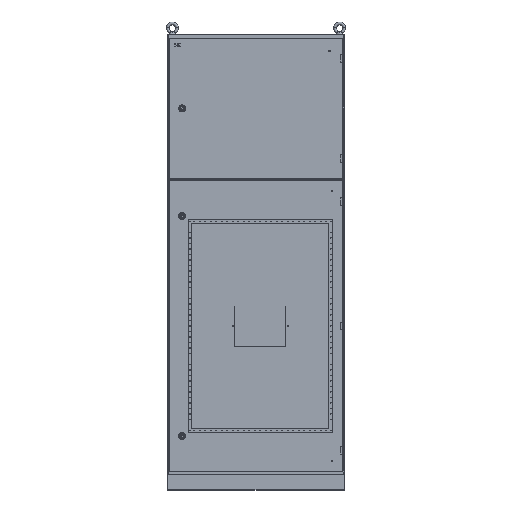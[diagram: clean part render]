
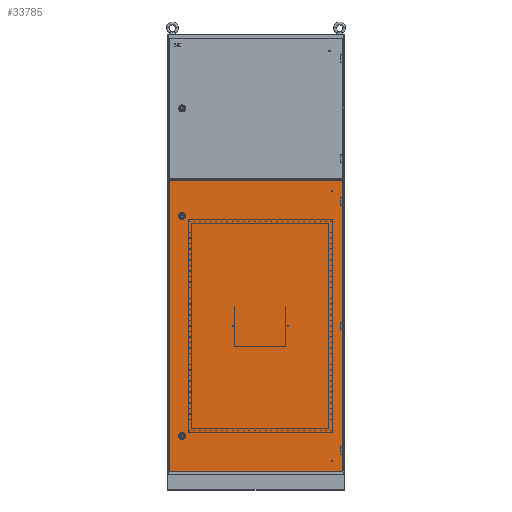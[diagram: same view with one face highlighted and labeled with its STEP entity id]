
A CAD part, top view. The second image highlights one B-rep face of the part: STEP entity #33785.
In plain terms, the highlighted planar face has unit normal (0, 0, 1).
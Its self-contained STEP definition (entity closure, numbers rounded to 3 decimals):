
#2163 = CARTESIAN_POINT ( 'NONE',  ( 60., 500., 0. ) ) ;
#4953 = DIRECTION ( 'NONE',  ( 1., 0., 0. ) ) ;
#8202 = LINE ( 'NONE', #94243, #47724 ) ;
#8418 = EDGE_CURVE ( 'NONE', #90692, #93084, #65782, .T. ) ;
#9057 = ORIENTED_EDGE ( 'NONE', *, *, #91363, .T. ) ;
#9205 = EDGE_CURVE ( 'NONE', #40581, #61074, #42411, .T. ) ;
#10161 = DIRECTION ( 'NONE',  ( 1., 0., 0. ) ) ;
#12639 = ORIENTED_EDGE ( 'NONE', *, *, #8418, .T. ) ;
#14383 = CIRCLE ( 'NONE', #78656, 1.5 ) ;
#16513 = DIRECTION ( 'NONE',  ( 0., -1., 0. ) ) ;
#19682 = VECTOR ( 'NONE', #100388, 1000. ) ;
#20532 = DIRECTION ( 'NONE',  ( 0., 0., 1. ) ) ;
#22777 = EDGE_LOOP ( 'NONE', ( #45187, #76270 ) ) ;
#22972 = EDGE_CURVE ( 'NONE', #61074, #40581, #14383, .T. ) ;
#24628 = LINE ( 'NONE', #92391, #19682 ) ;
#26569 = CARTESIAN_POINT ( 'NONE',  ( 60., -500., 0. ) ) ;
#29531 = CIRCLE ( 'NONE', #86942, 1.5 ) ;
#30569 = DIRECTION ( 'NONE',  ( 0., 0., 1. ) ) ;
#33378 = VECTOR ( 'NONE', #59362, 1000. ) ;
#33785 = ADVANCED_FACE ( 'NONE', ( #57301, #101659, #36359 ), #52227, .T. ) ;
#34497 = DIRECTION ( 'NONE',  ( -1., 0., 0. ) ) ;
#35604 = CARTESIAN_POINT ( 'NONE',  ( 790.5, 663.5, 0. ) ) ;
#36359 = FACE_OUTER_BOUND ( 'NONE', #43476, .T. ) ;
#37253 = EDGE_CURVE ( 'NONE', #60510, #90692, #24628, .T. ) ;
#38528 = VERTEX_POINT ( 'NONE', #62573 ) ;
#39734 = EDGE_CURVE ( 'NONE', #90970, #100933, #29531, .T. ) ;
#40581 = VERTEX_POINT ( 'NONE', #85099 ) ;
#40899 = DIRECTION ( 'NONE',  ( 0., 0., 1. ) ) ;
#42411 = CIRCLE ( 'NONE', #47335, 1.5 ) ;
#43229 = EDGE_CURVE ( 'NONE', #100933, #90970, #89369, .T. ) ;
#43476 = EDGE_LOOP ( 'NONE', ( #12639, #9057, #64492, #68870 ) ) ;
#43713 = AXIS2_PLACEMENT_3D ( 'NONE', #26569, #81659, #34497 ) ;
#44314 = CARTESIAN_POINT ( 'NONE',  ( 0., 0., 0. ) ) ;
#44322 = CARTESIAN_POINT ( 'NONE',  ( 61.5, 500., 0. ) ) ;
#44637 = CARTESIAN_POINT ( 'NONE',  ( 0., -663.5, 0. ) ) ;
#44821 = VECTOR ( 'NONE', #16513, 1000. ) ;
#45187 = ORIENTED_EDGE ( 'NONE', *, *, #22972, .F. ) ;
#47335 = AXIS2_PLACEMENT_3D ( 'NONE', #2163, #57349, #10161 ) ;
#47724 = VECTOR ( 'NONE', #102215, 1000. ) ;
#50713 = ORIENTED_EDGE ( 'NONE', *, *, #43229, .F. ) ;
#52227 = PLANE ( 'NONE',  #54849 ) ;
#54661 = EDGE_CURVE ( 'NONE', #38528, #60510, #96186, .T. ) ;
#54849 = AXIS2_PLACEMENT_3D ( 'NONE', #44314, #20532, #4953 ) ;
#57205 = CARTESIAN_POINT ( 'NONE',  ( 61.5, -500., 0. ) ) ;
#57301 = FACE_BOUND ( 'NONE', #76753, .T. ) ;
#57349 = DIRECTION ( 'NONE',  ( 0., 0., 1. ) ) ;
#59362 = DIRECTION ( 'NONE',  ( 0., 1., 0. ) ) ;
#60510 = VERTEX_POINT ( 'NONE', #99853 ) ;
#61074 = VERTEX_POINT ( 'NONE', #44322 ) ;
#61383 = CARTESIAN_POINT ( 'NONE',  ( 0., 663.5, 0. ) ) ;
#62573 = CARTESIAN_POINT ( 'NONE',  ( 790.5, -663.5, 0. ) ) ;
#63703 = CARTESIAN_POINT ( 'NONE',  ( 0., 663.5, 0. ) ) ;
#64492 = ORIENTED_EDGE ( 'NONE', *, *, #54661, .T. ) ;
#65782 = LINE ( 'NONE', #63703, #44821 ) ;
#68870 = ORIENTED_EDGE ( 'NONE', *, *, #37253, .T. ) ;
#70131 = ORIENTED_EDGE ( 'NONE', *, *, #39734, .F. ) ;
#76270 = ORIENTED_EDGE ( 'NONE', *, *, #9205, .F. ) ;
#76753 = EDGE_LOOP ( 'NONE', ( #70131, #50713 ) ) ;
#77777 = CARTESIAN_POINT ( 'NONE',  ( 60., 500., 0. ) ) ;
#78656 = AXIS2_PLACEMENT_3D ( 'NONE', #77777, #30569, #85677 ) ;
#81659 = DIRECTION ( 'NONE',  ( 0., 0., 1. ) ) ;
#85099 = CARTESIAN_POINT ( 'NONE',  ( 58.5, 500., 0. ) ) ;
#85677 = DIRECTION ( 'NONE',  ( 1., 0., 0. ) ) ;
#86942 = AXIS2_PLACEMENT_3D ( 'NONE', #88035, #40899, #95937 ) ;
#88035 = CARTESIAN_POINT ( 'NONE',  ( 60., -500., 0. ) ) ;
#89369 = CIRCLE ( 'NONE', #43713, 1.5 ) ;
#90692 = VERTEX_POINT ( 'NONE', #61383 ) ;
#90970 = VERTEX_POINT ( 'NONE', #57205 ) ;
#91363 = EDGE_CURVE ( 'NONE', #93084, #38528, #8202, .T. ) ;
#92391 = CARTESIAN_POINT ( 'NONE',  ( 0., 663.5, 0. ) ) ;
#93084 = VERTEX_POINT ( 'NONE', #44637 ) ;
#93134 = CARTESIAN_POINT ( 'NONE',  ( 58.5, -500., 0. ) ) ;
#94243 = CARTESIAN_POINT ( 'NONE',  ( 0., -663.5, 0. ) ) ;
#95937 = DIRECTION ( 'NONE',  ( -1., 0., 0. ) ) ;
#96186 = LINE ( 'NONE', #35604, #33378 ) ;
#99853 = CARTESIAN_POINT ( 'NONE',  ( 790.5, 663.5, 0. ) ) ;
#100388 = DIRECTION ( 'NONE',  ( -1., 0., 0. ) ) ;
#100933 = VERTEX_POINT ( 'NONE', #93134 ) ;
#101659 = FACE_BOUND ( 'NONE', #22777, .T. ) ;
#102215 = DIRECTION ( 'NONE',  ( 1., 0., 0. ) ) ;
